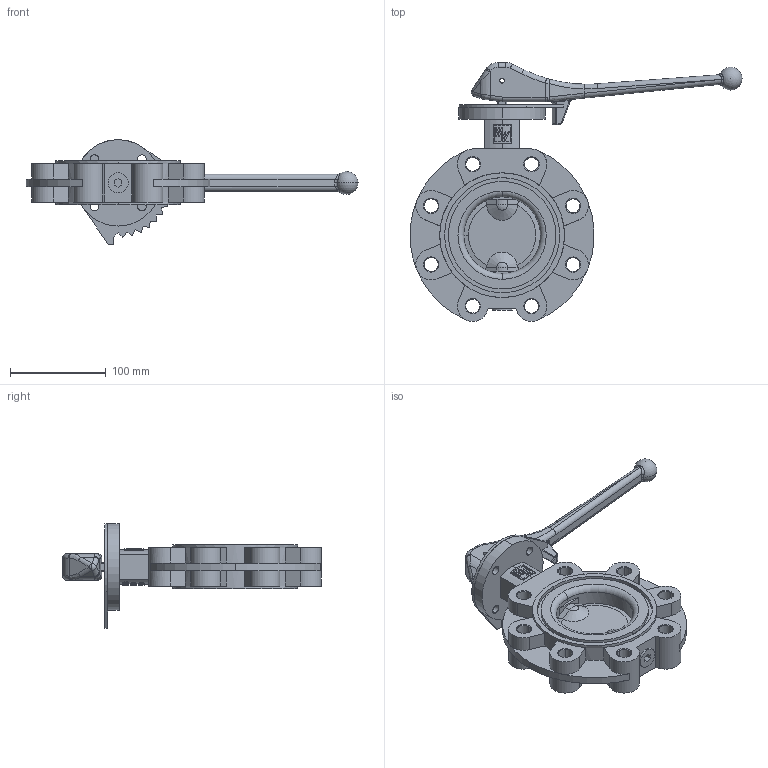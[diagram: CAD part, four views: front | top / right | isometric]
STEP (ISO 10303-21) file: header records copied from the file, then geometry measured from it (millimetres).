
FILE_DESCRIPTION (( 'STEP AP214' ), '1' );
FILE_NAME ('EVTLS DN80 PN16 - LEVER L1.STEP', '2020-03-10T09:37:12', ( 'Administrator' ), ( 'EuroValve' ), 'SwSTEP 2.0', 'SolidWorks 2015', '' );
FILE_SCHEMA (( 'AUTOMOTIVE_DESIGN' ));
Length unit declared in the file: millimetre
Products named in the file (3): EVTLS DN40-350_DN  80 PN16; EVTLS DN80 PN16 - LEVER L1; EV LEVER L1
Assembly tree (2 placements, depth 2):
  EVTLS DN80 PN16 - LEVER L1
    EVTLS DN40-350_DN  80 PN16
    EV LEVER L1
Bounding box: 346 x 269.9 x 109 mm (x, y, z)
Volume: 988939.2 mm3; surface area: 173201.9 mm2
Topology: 2 solids, 2 shells, 638 faces, 1668 edges, 1046 vertices
Faces by surface type: plane 270, cylinder 169, bspline 116, cone 48, torus 25, sphere 10
Entity records: 25970 total; most frequent: CARTESIAN_POINT 7990, ORIENTED_EDGE 3290, DIRECTION 2957, EDGE_CURVE 1645, AXIS2_PLACEMENT_3D 1088, VERTEX_POINT 1041, VECTOR 781, LINE 781
